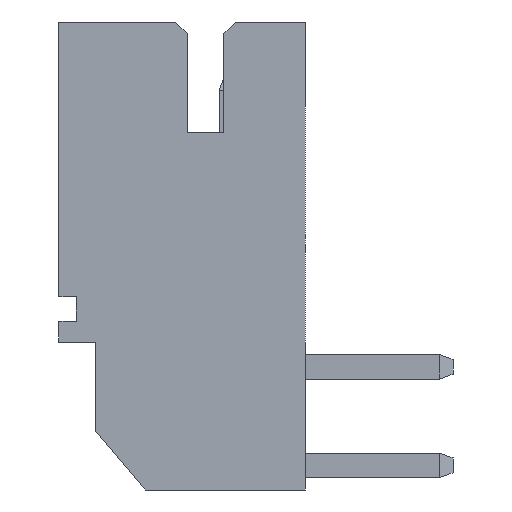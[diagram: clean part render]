
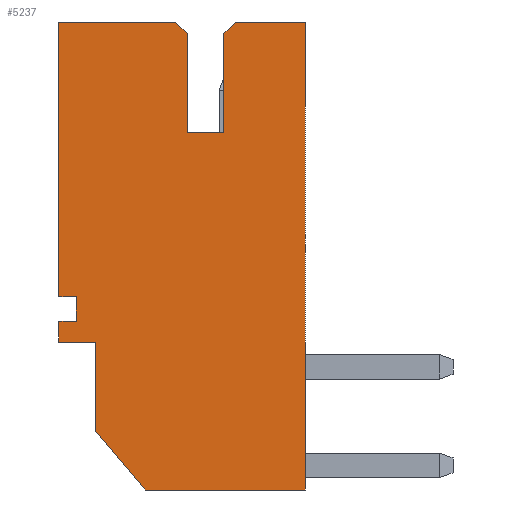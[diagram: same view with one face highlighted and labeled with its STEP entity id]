
A CAD part, left-side view. The second image highlights one B-rep face of the part: STEP entity #5237.
In plain terms, the highlighted face is planar.
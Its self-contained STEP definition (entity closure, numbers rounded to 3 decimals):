
#5 = DIRECTION ( 'NONE',  ( 0., 0.707, -0.707 ) ) ;
#27 = VECTOR ( 'NONE', #574, 1000. ) ;
#30 = ORIENTED_EDGE ( 'NONE', *, *, #2424, .T. ) ;
#183 = VERTEX_POINT ( 'NONE', #1828 ) ;
#226 = ORIENTED_EDGE ( 'NONE', *, *, #3175, .F. ) ;
#260 = CARTESIAN_POINT ( 'NONE',  ( 6.95, 6.5, -2.5 ) ) ;
#308 = CARTESIAN_POINT ( 'NONE',  ( 6.95, 0.425, 2.15 ) ) ;
#315 = DIRECTION ( 'NONE',  ( 0., -0.707, -0.707 ) ) ;
#339 = LINE ( 'NONE', #3380, #1480 ) ;
#363 = EDGE_CURVE ( 'NONE', #2977, #1958, #1250, .T. ) ;
#367 = ORIENTED_EDGE ( 'NONE', *, *, #4032, .T. ) ;
#378 = VECTOR ( 'NONE', #3919, 1000. ) ;
#484 = CARTESIAN_POINT ( 'NONE',  ( 6.95, 6.5, 2.5 ) ) ;
#497 = VERTEX_POINT ( 'NONE', #3927 ) ;
#548 = CARTESIAN_POINT ( 'NONE',  ( 6.95, 6.5, 2.5 ) ) ;
#556 = CARTESIAN_POINT ( 'NONE',  ( 6.95, 4.25, -0.85 ) ) ;
#570 = LINE ( 'NONE', #3223, #711 ) ;
#574 = DIRECTION ( 'NONE',  ( 0., 0., -1. ) ) ;
#576 = LINE ( 'NONE', #5253, #3898 ) ;
#707 = EDGE_LOOP ( 'NONE', ( #4599, #3875, #2698, #4593, #30, #5248, #4807, #735, #367, #4621, #1470, #3164, #2599, #913, #226, #2586, #2860 ) ) ;
#711 = VECTOR ( 'NONE', #4518, 1000. ) ;
#735 = ORIENTED_EDGE ( 'NONE', *, *, #5249, .T. ) ;
#798 = LINE ( 'NONE', #1730, #941 ) ;
#803 = FACE_OUTER_BOUND ( 'NONE', #707, .T. ) ;
#826 = CARTESIAN_POINT ( 'NONE',  ( 6.95, 4.25, -0.85 ) ) ;
#827 = EDGE_CURVE ( 'NONE', #3576, #1717, #2634, .T. ) ;
#828 = CARTESIAN_POINT ( 'NONE',  ( 6.95, 0.425, 2.5 ) ) ;
#863 = EDGE_CURVE ( 'NONE', #1717, #3611, #1377, .T. ) ;
#913 = ORIENTED_EDGE ( 'NONE', *, *, #3786, .F. ) ;
#941 = VECTOR ( 'NONE', #2921, 1000. ) ;
#966 = EDGE_CURVE ( 'NONE', #5095, #1622, #576, .T. ) ;
#970 = DIRECTION ( 'NONE',  ( 0., 0., -1. ) ) ;
#1044 = DIRECTION ( 'NONE',  ( 0., 1., 0. ) ) ;
#1084 = CARTESIAN_POINT ( 'NONE',  ( 6.95, 6.5, 2.5 ) ) ;
#1126 = EDGE_CURVE ( 'NONE', #497, #3336, #1988, .T. ) ;
#1161 = EDGE_CURVE ( 'NONE', #1972, #1520, #2890, .T. ) ;
#1223 = VECTOR ( 'NONE', #315, 1000. ) ;
#1250 = LINE ( 'NONE', #4163, #1477 ) ;
#1377 = LINE ( 'NONE', #3086, #2080 ) ;
#1397 = CARTESIAN_POINT ( 'NONE',  ( 6.95, 6.5, -1.075 ) ) ;
#1451 = CARTESIAN_POINT ( 'NONE',  ( 6.95, 6.275, -0.1 ) ) ;
#1470 = ORIENTED_EDGE ( 'NONE', *, *, #2170, .F. ) ;
#1477 = VECTOR ( 'NONE', #2903, 1000. ) ;
#1480 = VECTOR ( 'NONE', #1553, 1000. ) ;
#1520 = VERTEX_POINT ( 'NONE', #5124 ) ;
#1530 = LINE ( 'NONE', #556, #4070 ) ;
#1537 = DIRECTION ( 'NONE',  ( 0., -1., 0. ) ) ;
#1553 = DIRECTION ( 'NONE',  ( 0., -0.766, -0.643 ) ) ;
#1579 = DIRECTION ( 'NONE',  ( 0., 0., 1. ) ) ;
#1586 = CARTESIAN_POINT ( 'NONE',  ( 6.95, 6.5, 0.125 ) ) ;
#1622 = VERTEX_POINT ( 'NONE', #1743 ) ;
#1670 = VECTOR ( 'NONE', #5, 1000. ) ;
#1717 = VERTEX_POINT ( 'NONE', #4746 ) ;
#1730 = CARTESIAN_POINT ( 'NONE',  ( 6.95, -3., 0.75 ) ) ;
#1743 = CARTESIAN_POINT ( 'NONE',  ( 6.95, -3., -2.5 ) ) ;
#1766 = LINE ( 'NONE', #2667, #1844 ) ;
#1789 = VECTOR ( 'NONE', #3343, 1000. ) ;
#1828 = CARTESIAN_POINT ( 'NONE',  ( 6.95, -3., 0.75 ) ) ;
#1844 = VECTOR ( 'NONE', #970, 1000. ) ;
#1958 = VERTEX_POINT ( 'NONE', #2046 ) ;
#1972 = VERTEX_POINT ( 'NONE', #308 ) ;
#1988 = LINE ( 'NONE', #4553, #1670 ) ;
#2005 = LINE ( 'NONE', #1586, #1223 ) ;
#2027 = PLANE ( 'NONE',  #5056 ) ;
#2046 = CARTESIAN_POINT ( 'NONE',  ( 6.95, 0.925, 2.5 ) ) ;
#2080 = VECTOR ( 'NONE', #4373, 1000. ) ;
#2170 = EDGE_CURVE ( 'NONE', #3336, #5095, #2356, .T. ) ;
#2206 = CARTESIAN_POINT ( 'NONE',  ( 6.95, 0.925, 2.5 ) ) ;
#2356 = LINE ( 'NONE', #2784, #2874 ) ;
#2420 = CARTESIAN_POINT ( 'NONE',  ( 6.95, 4.25, -0.1 ) ) ;
#2424 = EDGE_CURVE ( 'NONE', #3482, #3576, #3631, .T. ) ;
#2427 = CARTESIAN_POINT ( 'NONE',  ( 6.95, 6.5, 2.5 ) ) ;
#2469 = CARTESIAN_POINT ( 'NONE',  ( 6.95, 0.925, 2.15 ) ) ;
#2573 = EDGE_CURVE ( 'NONE', #2977, #4695, #3922, .T. ) ;
#2584 = VECTOR ( 'NONE', #1537, 1000. ) ;
#2586 = ORIENTED_EDGE ( 'NONE', *, *, #4785, .F. ) ;
#2599 = ORIENTED_EDGE ( 'NONE', *, *, #5062, .F. ) ;
#2634 = LINE ( 'NONE', #3838, #378 ) ;
#2667 = CARTESIAN_POINT ( 'NONE',  ( 6.95, 4.25, -0.1 ) ) ;
#2698 = ORIENTED_EDGE ( 'NONE', *, *, #1161, .F. ) ;
#2742 = VERTEX_POINT ( 'NONE', #2420 ) ;
#2784 = CARTESIAN_POINT ( 'NONE',  ( 6.95, 6.5, 2.5 ) ) ;
#2860 = ORIENTED_EDGE ( 'NONE', *, *, #2573, .F. ) ;
#2874 = VECTOR ( 'NONE', #4935, 1000. ) ;
#2890 = LINE ( 'NONE', #2469, #1789 ) ;
#2903 = DIRECTION ( 'NONE',  ( 0., -1., 0. ) ) ;
#2921 = DIRECTION ( 'NONE',  ( 0., 0., -1. ) ) ;
#2977 = VERTEX_POINT ( 'NONE', #484 ) ;
#3086 = CARTESIAN_POINT ( 'NONE',  ( 6.95, 0., 1.75 ) ) ;
#3164 = ORIENTED_EDGE ( 'NONE', *, *, #1126, .F. ) ;
#3175 = EDGE_CURVE ( 'NONE', #3575, #2742, #570, .T. ) ;
#3223 = CARTESIAN_POINT ( 'NONE',  ( 6.95, 6.275, -0.1 ) ) ;
#3322 = CARTESIAN_POINT ( 'NONE',  ( 6.95, -1.808, 1.75 ) ) ;
#3336 = VERTEX_POINT ( 'NONE', #1397 ) ;
#3343 = DIRECTION ( 'NONE',  ( 0., 1., 0. ) ) ;
#3353 = DIRECTION ( 'NONE',  ( -1., 0., 0. ) ) ;
#3380 = CARTESIAN_POINT ( 'NONE',  ( 6.95, -1.808, 1.75 ) ) ;
#3412 = VECTOR ( 'NONE', #3979, 1000. ) ;
#3482 = VERTEX_POINT ( 'NONE', #5292 ) ;
#3575 = VERTEX_POINT ( 'NONE', #1451 ) ;
#3576 = VERTEX_POINT ( 'NONE', #4585 ) ;
#3611 = VERTEX_POINT ( 'NONE', #3322 ) ;
#3631 = LINE ( 'NONE', #1084, #2584 ) ;
#3754 = VERTEX_POINT ( 'NONE', #826 ) ;
#3764 = EDGE_CURVE ( 'NONE', #1520, #1958, #5228, .T. ) ;
#3786 = EDGE_CURVE ( 'NONE', #2742, #3754, #1766, .T. ) ;
#3838 = CARTESIAN_POINT ( 'NONE',  ( 6.95, 0., 2.5 ) ) ;
#3875 = ORIENTED_EDGE ( 'NONE', *, *, #3764, .F. ) ;
#3898 = VECTOR ( 'NONE', #4879, 1000. ) ;
#3919 = DIRECTION ( 'NONE',  ( 0., 0., -1. ) ) ;
#3922 = LINE ( 'NONE', #548, #3412 ) ;
#3927 = CARTESIAN_POINT ( 'NONE',  ( 6.95, 6.275, -0.85 ) ) ;
#3979 = DIRECTION ( 'NONE',  ( 0., 0., -1. ) ) ;
#3980 = DIRECTION ( 'NONE',  ( 0., 0., 1. ) ) ;
#4032 = EDGE_CURVE ( 'NONE', #183, #1622, #798, .T. ) ;
#4070 = VECTOR ( 'NONE', #1044, 1000. ) ;
#4163 = CARTESIAN_POINT ( 'NONE',  ( 6.95, 6.5, 2.5 ) ) ;
#4373 = DIRECTION ( 'NONE',  ( 0., -1., 0. ) ) ;
#4518 = DIRECTION ( 'NONE',  ( 0., -1., 0. ) ) ;
#4540 = CARTESIAN_POINT ( 'NONE',  ( 6.95, 6.5, 0.125 ) ) ;
#4553 = CARTESIAN_POINT ( 'NONE',  ( 6.95, 6.275, -0.85 ) ) ;
#4585 = CARTESIAN_POINT ( 'NONE',  ( 6.95, 0., 2.5 ) ) ;
#4593 = ORIENTED_EDGE ( 'NONE', *, *, #5306, .F. ) ;
#4599 = ORIENTED_EDGE ( 'NONE', *, *, #363, .T. ) ;
#4621 = ORIENTED_EDGE ( 'NONE', *, *, #966, .F. ) ;
#4695 = VERTEX_POINT ( 'NONE', #4540 ) ;
#4714 = LINE ( 'NONE', #828, #27 ) ;
#4746 = CARTESIAN_POINT ( 'NONE',  ( 6.95, 0., 1.75 ) ) ;
#4785 = EDGE_CURVE ( 'NONE', #4695, #3575, #2005, .T. ) ;
#4807 = ORIENTED_EDGE ( 'NONE', *, *, #863, .T. ) ;
#4879 = DIRECTION ( 'NONE',  ( 0., -1., 0. ) ) ;
#4935 = DIRECTION ( 'NONE',  ( 0., 0., -1. ) ) ;
#5056 = AXIS2_PLACEMENT_3D ( 'NONE', #2427, #3353, #1579 ) ;
#5062 = EDGE_CURVE ( 'NONE', #3754, #497, #1530, .T. ) ;
#5095 = VERTEX_POINT ( 'NONE', #260 ) ;
#5124 = CARTESIAN_POINT ( 'NONE',  ( 6.95, 0.925, 2.15 ) ) ;
#5228 = LINE ( 'NONE', #2206, #5519 ) ;
#5237 = ADVANCED_FACE ( 'NONE', ( #803 ), #2027, .F. ) ;
#5248 = ORIENTED_EDGE ( 'NONE', *, *, #827, .T. ) ;
#5249 = EDGE_CURVE ( 'NONE', #3611, #183, #339, .T. ) ;
#5253 = CARTESIAN_POINT ( 'NONE',  ( 6.95, 6.5, -2.5 ) ) ;
#5292 = CARTESIAN_POINT ( 'NONE',  ( 6.95, 0.425, 2.5 ) ) ;
#5306 = EDGE_CURVE ( 'NONE', #3482, #1972, #4714, .T. ) ;
#5519 = VECTOR ( 'NONE', #3980, 1000. ) ;
